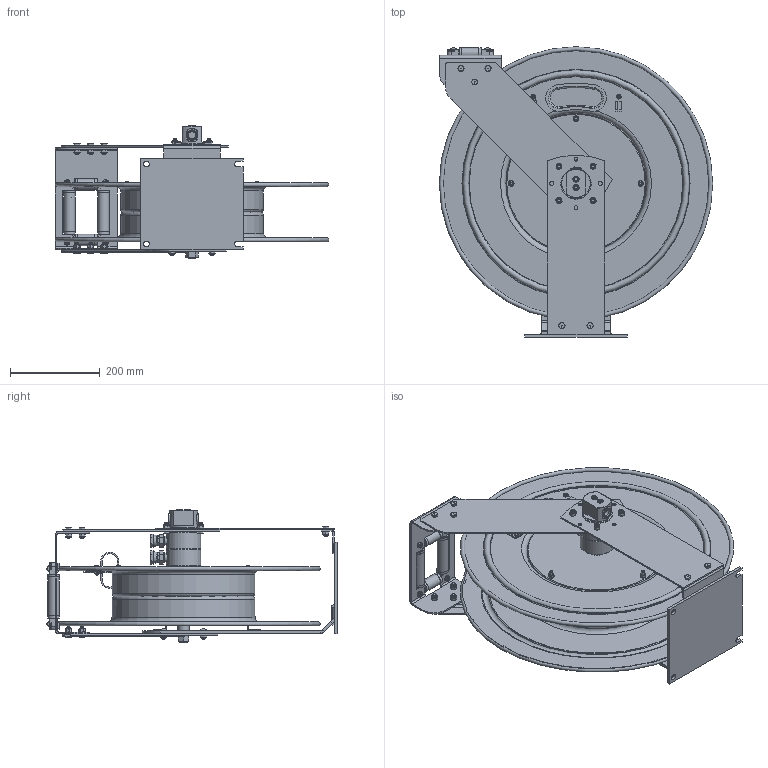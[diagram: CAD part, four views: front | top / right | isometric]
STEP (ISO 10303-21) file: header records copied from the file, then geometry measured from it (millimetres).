
FILE_DESCRIPTION(/* description */ (''),/* implementation_level */ '2;1');
FILE_NAME(/* name */ 'TDMPL-N-450_SHARED.stp',/* time_stamp */ '2020-03-11T08:33:28-07:00',/* author */ ('NMelton'),/* organization */ (''),/* preprocessor_version */ 'ST-DEVELOPER v17',/* originating_system */ 'Autodesk Inventor 2019',/* authorisation */ '');
FILE_SCHEMA (('AUTOMOTIVE_DESIGN { 1 0 10303 214 3 1 1 }'));
Products named in the file (1): TDMPL-N-450_SHARED
Bounding box: 609.6 x 647.45 x 295.91 mm (x, y, z)
Surface area: 2185229.3 mm2 (no closed solid volume)
Topology: 0 solids, 237 shells, 2629 faces, 9449 edges, 6760 vertices
Faces by surface type: plane 1271, cylinder 726, cone 276, bspline 216, torus 85, sphere 55
Full cylindrical faces by diameter (mm): 2.54 x1, 3.048 x1, 3.175 x2, 3.962 x2, 4.826 x2, 4.978 x3, 5.182 x2, 5.588 x1, 6.35 x4, 7.925 x4, 7.938 x12, 8.636 x8, 8.738 x4, 9.525 x2, 10.414 x1, 11.43 x12, 12.192 x16, 12.471 x2, 12.7 x2, 13.589 x2, 14.364 x2, 15.875 x1, 19.05 x3, 20.32 x2, 22.86 x2, 23.825 x2, 25.362 x1, 25.4 x12, 28.448 x1, 35.115 x2
Entity records: 107172 total; most frequent: CARTESIAN_POINT 27180, DIRECTION 15808, ORIENTED_EDGE 14510, EDGE_CURVE 9357, VERTEX_POINT 6760, AXIS2_PLACEMENT_3D 5648, LINE 4512, VECTOR 4512
